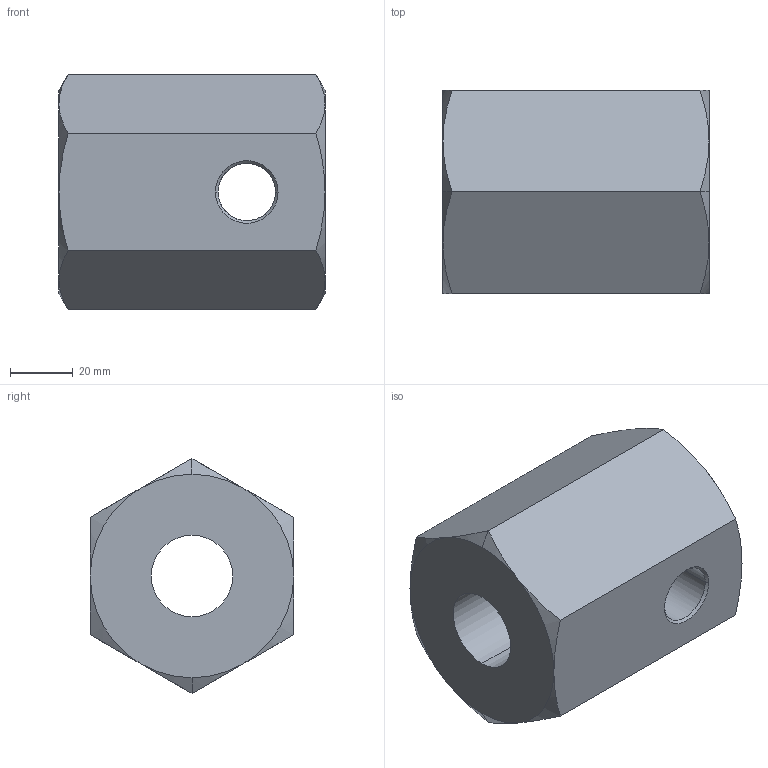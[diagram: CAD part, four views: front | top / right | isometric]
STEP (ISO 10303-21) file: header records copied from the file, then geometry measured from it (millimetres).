
FILE_DESCRIPTION(('STEP AP214'),'1');
FILE_NAME('HALDERN_EH_23281_0024.stp','2017-05-09T08:08:28',('TraceParts'),('TraceParts S.A.'),'Spatial InterOp 3D',' ',' ');
FILE_SCHEMA(('automotive_design'));
Length unit declared in the file: millimetre
Products named in the file (1): HALDERN_EH_23281_0024
Bounding box: 85 x 65 x 75.06 mm (x, y, z)
Volume: 218575.1 mm3; surface area: 35007.7 mm2
Topology: 1 solids, 1 shells, 37 faces, 84 edges, 50 vertices
Faces by surface type: cone 20, plane 9, cylinder 8
Entity records: 1496 total; most frequent: CARTESIAN_POINT 402, ORIENTED_EDGE 168, DIRECTION 162, EDGE_CURVE 84, AXIS2_PLACEMENT_3D 70, VERTEX_POINT 50, EDGE_LOOP 44, STYLED_ITEM 37
